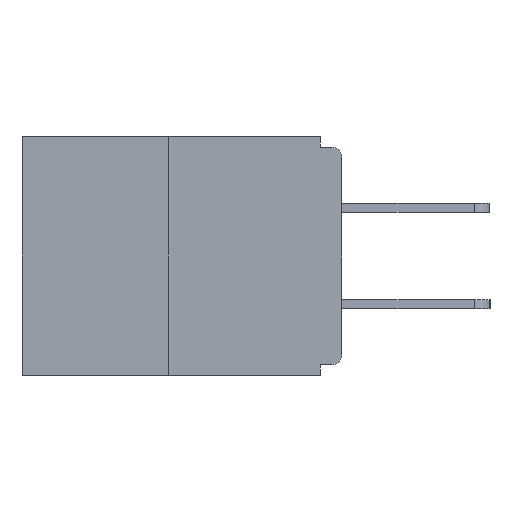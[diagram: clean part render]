
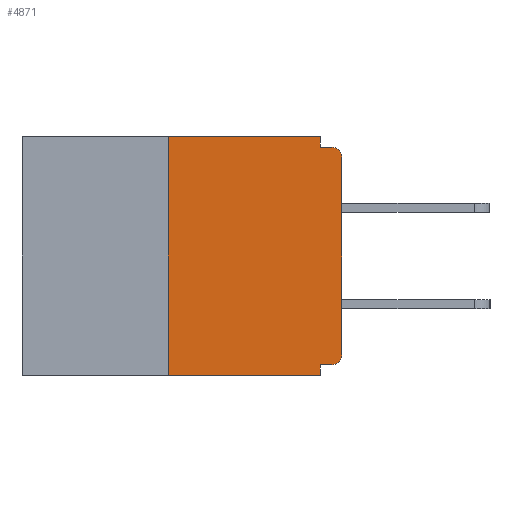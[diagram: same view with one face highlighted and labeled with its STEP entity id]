
A CAD part, left-side view. The second image highlights one B-rep face of the part: STEP entity #4871.
In plain terms, the highlighted planar face has unit normal (-1, 0, 0).
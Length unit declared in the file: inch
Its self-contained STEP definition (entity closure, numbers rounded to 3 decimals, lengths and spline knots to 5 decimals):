
#229 = AXIS2_PLACEMENT_3D ( 'NONE', #13480, #12554, #6173 ) ;
#452 = DIRECTION ( 'NONE',  ( -1., 0., 0. ) ) ;
#569 = CIRCLE ( 'NONE', #229, 0.015 ) ;
#721 = CARTESIAN_POINT ( 'NONE',  ( 0., 0.031, 0. ) ) ;
#976 = EDGE_CURVE ( 'NONE', #1325, #7661, #11141, .T. ) ;
#1092 = DIRECTION ( 'NONE',  ( 0., 0., 1. ) ) ;
#1104 = CARTESIAN_POINT ( 'NONE',  ( 0., 0.46, -0.343 ) ) ;
#1182 = AXIS2_PLACEMENT_3D ( 'NONE', #3566, #452, #8893 ) ;
#1325 = VERTEX_POINT ( 'NONE', #3321 ) ;
#1355 = ORIENTED_EDGE ( 'NONE', *, *, #12091, .F. ) ;
#1481 = EDGE_CURVE ( 'NONE', #5969, #2287, #9013, .T. ) ;
#1520 = CARTESIAN_POINT ( 'NONE',  ( 0., 0.031, -0.343 ) ) ;
#1624 = CIRCLE ( 'NONE', #1182, 0.015 ) ;
#1835 = EDGE_CURVE ( 'NONE', #2287, #10729, #7174, .T. ) ;
#2287 = VERTEX_POINT ( 'NONE', #6652 ) ;
#2371 = VECTOR ( 'NONE', #3540, 39.37008 ) ;
#2489 = VECTOR ( 'NONE', #4125, 39.37008 ) ;
#3117 = ORIENTED_EDGE ( 'NONE', *, *, #7699, .F. ) ;
#3132 = CARTESIAN_POINT ( 'NONE',  ( 0., 0.25, 0. ) ) ;
#3147 = DIRECTION ( 'NONE',  ( 1., 0., 0. ) ) ;
#3263 = DIRECTION ( 'NONE',  ( 0., 0., -1. ) ) ;
#3321 = CARTESIAN_POINT ( 'NONE',  ( 0., 0., -0.313 ) ) ;
#3540 = DIRECTION ( 'NONE',  ( 0., -1., 0. ) ) ;
#3554 = EDGE_LOOP ( 'NONE', ( #1355, #10179, #11868, #11528, #4333, #9229, #8828, #5219, #3117, #10331 ) ) ;
#3566 = CARTESIAN_POINT ( 'NONE',  ( 0., 0.015, -0.03 ) ) ;
#3788 = FACE_OUTER_BOUND ( 'NONE', #3554, .T. ) ;
#4125 = DIRECTION ( 'NONE',  ( 0., -1., 0. ) ) ;
#4333 = ORIENTED_EDGE ( 'NONE', *, *, #1481, .F. ) ;
#4358 = VECTOR ( 'NONE', #3263, 39.37008 ) ;
#4450 = DIRECTION ( 'NONE',  ( 0., -1., 0. ) ) ;
#4494 = LINE ( 'NONE', #8630, #2371 ) ;
#4536 = VECTOR ( 'NONE', #7935, 39.37008 ) ;
#4775 = CARTESIAN_POINT ( 'NONE',  ( 0., 0.015, -0.015 ) ) ;
#4871 = ADVANCED_FACE ( 'NONE', ( #3788 ), #11383, .F. ) ;
#5108 = VECTOR ( 'NONE', #4450, 39.37008 ) ;
#5219 = ORIENTED_EDGE ( 'NONE', *, *, #9089, .T. ) ;
#5516 = EDGE_CURVE ( 'NONE', #7781, #10729, #6094, .T. ) ;
#5969 = VERTEX_POINT ( 'NONE', #9745 ) ;
#6094 = LINE ( 'NONE', #1104, #5108 ) ;
#6173 = DIRECTION ( 'NONE',  ( 0., 0., -1. ) ) ;
#6540 = CARTESIAN_POINT ( 'NONE',  ( 0., 0.031, -0.015 ) ) ;
#6652 = CARTESIAN_POINT ( 'NONE',  ( 0., 0.031, -0.328 ) ) ;
#7123 = DIRECTION ( 'NONE',  ( 0., 0., 1. ) ) ;
#7174 = LINE ( 'NONE', #1520, #4536 ) ;
#7197 = VERTEX_POINT ( 'NONE', #3132 ) ;
#7540 = VERTEX_POINT ( 'NONE', #721 ) ;
#7573 = VERTEX_POINT ( 'NONE', #4775 ) ;
#7661 = VERTEX_POINT ( 'NONE', #8371 ) ;
#7699 = EDGE_CURVE ( 'NONE', #9011, #7573, #10377, .T. ) ;
#7781 = VERTEX_POINT ( 'NONE', #9664 ) ;
#7935 = DIRECTION ( 'NONE',  ( 0., 0., -1. ) ) ;
#8317 = CARTESIAN_POINT ( 'NONE',  ( 0., 0.031, -0.343 ) ) ;
#8358 = VECTOR ( 'NONE', #7123, 39.37008 ) ;
#8371 = CARTESIAN_POINT ( 'NONE',  ( 0., 0., -0.03 ) ) ;
#8630 = CARTESIAN_POINT ( 'NONE',  ( 0., 0.46, 0. ) ) ;
#8828 = ORIENTED_EDGE ( 'NONE', *, *, #976, .T. ) ;
#8831 = DIRECTION ( 'NONE',  ( 0., 1., 0. ) ) ;
#8893 = DIRECTION ( 'NONE',  ( 0., 0., -1. ) ) ;
#9011 = VERTEX_POINT ( 'NONE', #6540 ) ;
#9013 = LINE ( 'NONE', #12027, #9648 ) ;
#9089 = EDGE_CURVE ( 'NONE', #7661, #7573, #1624, .T. ) ;
#9229 = ORIENTED_EDGE ( 'NONE', *, *, #11405, .T. ) ;
#9418 = CARTESIAN_POINT ( 'NONE',  ( 0., 0.46, 0. ) ) ;
#9612 = AXIS2_PLACEMENT_3D ( 'NONE', #9418, #3147, #12575 ) ;
#9648 = VECTOR ( 'NONE', #8831, 39.37008 ) ;
#9664 = CARTESIAN_POINT ( 'NONE',  ( 0., 0.25, -0.343 ) ) ;
#9745 = CARTESIAN_POINT ( 'NONE',  ( 0., 0.015, -0.328 ) ) ;
#10129 = EDGE_CURVE ( 'NONE', #7781, #7197, #13609, .T. ) ;
#10179 = ORIENTED_EDGE ( 'NONE', *, *, #10129, .F. ) ;
#10328 = CARTESIAN_POINT ( 'NONE',  ( 0., 0., 0. ) ) ;
#10331 = ORIENTED_EDGE ( 'NONE', *, *, #11529, .F. ) ;
#10377 = LINE ( 'NONE', #10381, #2489 ) ;
#10381 = CARTESIAN_POINT ( 'NONE',  ( 0., 0., -0.015 ) ) ;
#10729 = VERTEX_POINT ( 'NONE', #8317 ) ;
#10824 = VECTOR ( 'NONE', #1092, 39.37008 ) ;
#11141 = LINE ( 'NONE', #10328, #8358 ) ;
#11383 = PLANE ( 'NONE',  #9612 ) ;
#11405 = EDGE_CURVE ( 'NONE', #5969, #1325, #569, .T. ) ;
#11528 = ORIENTED_EDGE ( 'NONE', *, *, #1835, .F. ) ;
#11529 = EDGE_CURVE ( 'NONE', #7540, #9011, #12744, .T. ) ;
#11722 = CARTESIAN_POINT ( 'NONE',  ( 0., 0.031, 0. ) ) ;
#11868 = ORIENTED_EDGE ( 'NONE', *, *, #5516, .T. ) ;
#12027 = CARTESIAN_POINT ( 'NONE',  ( 0., 0., -0.328 ) ) ;
#12091 = EDGE_CURVE ( 'NONE', #7197, #7540, #4494, .T. ) ;
#12554 = DIRECTION ( 'NONE',  ( -1., 0., 0. ) ) ;
#12575 = DIRECTION ( 'NONE',  ( 0., 0., -1. ) ) ;
#12627 = CARTESIAN_POINT ( 'NONE',  ( 0., 0.25, 0. ) ) ;
#12744 = LINE ( 'NONE', #11722, #4358 ) ;
#13480 = CARTESIAN_POINT ( 'NONE',  ( 0., 0.015, -0.313 ) ) ;
#13609 = LINE ( 'NONE', #12627, #10824 ) ;
